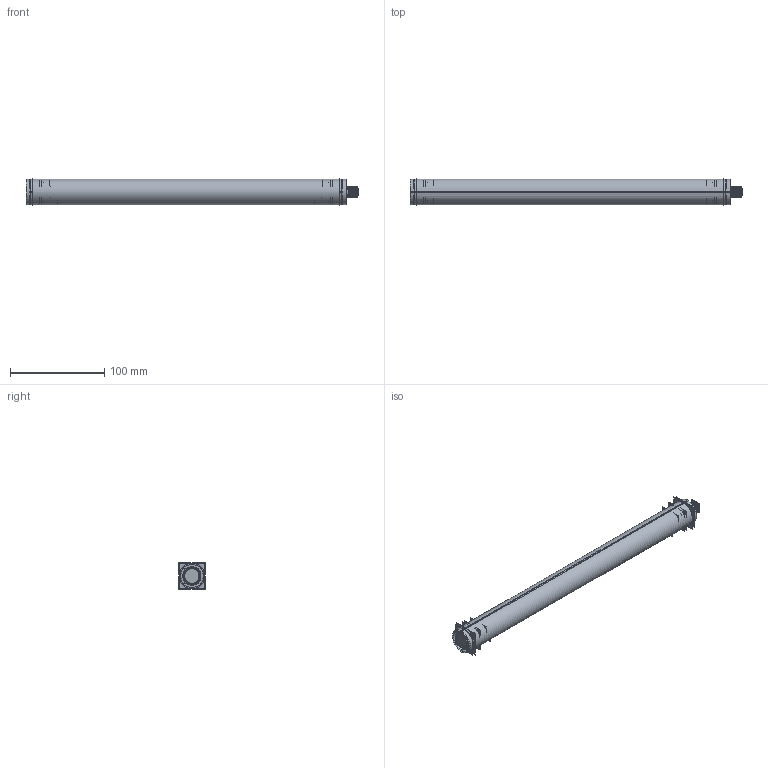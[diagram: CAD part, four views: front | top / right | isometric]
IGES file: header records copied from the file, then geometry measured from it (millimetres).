
Start section:  PTC IGES file: 185256_sm01.igs
Global section: file name: 185256_sm01.igs; native system: Creo Parametric by PTC Inc.; preprocessor: 2019292; author: PDMAdmin; organization: Unknown; date: 20221213.161704; units: millimetre
Bounding box: 351.7 x 28.08 x 28.1 mm (x, y, z)
Volume: 50165.9 mm3; surface area: 291353.9 mm2
Topology: 4 solids, 4 shells, 832 faces, 4140 edges, 5244 vertices
Faces by surface type: revolution 488, bspline 344
